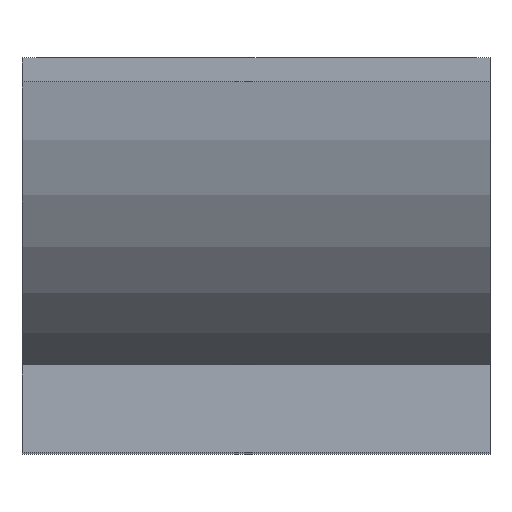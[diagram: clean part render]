
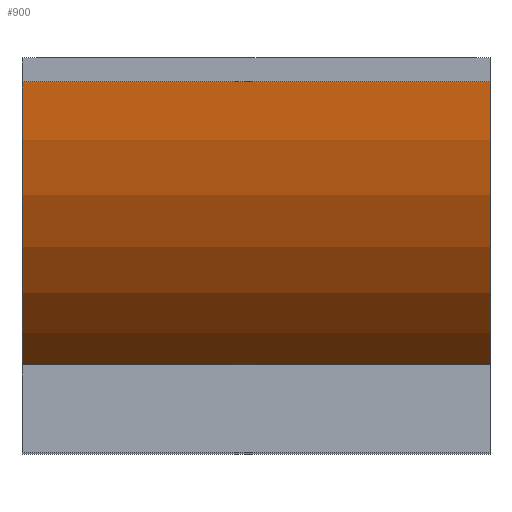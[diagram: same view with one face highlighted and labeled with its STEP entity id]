
A CAD part, top view. The second image highlights one B-rep face of the part: STEP entity #900.
In plain terms, the highlighted cylindrical face has radius 6 mm (diameter 12 mm), a partial arc.
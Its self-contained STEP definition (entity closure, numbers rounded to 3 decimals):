
#51 = CARTESIAN_POINT ( 'NONE',  ( 4., 0., 0. ) ) ;
#61 = CIRCLE ( 'NONE', #161, 6. ) ;
#87 = CARTESIAN_POINT ( 'NONE',  ( 4., -0.41, 5.986 ) ) ;
#143 = CARTESIAN_POINT ( 'NONE',  ( 4., 0., 0. ) ) ;
#161 = AXIS2_PLACEMENT_3D ( 'NONE', #51, #522, #629 ) ;
#186 = DIRECTION ( 'NONE',  ( -1., 0., 0. ) ) ;
#192 = EDGE_CURVE ( 'NONE', #299, #792, #1282, .T. ) ;
#299 = VERTEX_POINT ( 'NONE', #320 ) ;
#311 = CARTESIAN_POINT ( 'NONE',  ( -4., -5.25, 2.905 ) ) ;
#313 = CIRCLE ( 'NONE', #598, 6. ) ;
#320 = CARTESIAN_POINT ( 'NONE',  ( 4., -5.25, 2.905 ) ) ;
#352 = ORIENTED_EDGE ( 'NONE', *, *, #473, .T. ) ;
#371 = VECTOR ( 'NONE', #408, 1000. ) ;
#373 = CARTESIAN_POINT ( 'NONE',  ( 4., -5.25, 2.905 ) ) ;
#398 = CARTESIAN_POINT ( 'NONE',  ( -4., 0., 0. ) ) ;
#405 = ORIENTED_EDGE ( 'NONE', *, *, #1207, .T. ) ;
#408 = DIRECTION ( 'NONE',  ( -1., 0., 0. ) ) ;
#473 = EDGE_CURVE ( 'NONE', #952, #792, #313, .T. ) ;
#495 = ORIENTED_EDGE ( 'NONE', *, *, #192, .F. ) ;
#522 = DIRECTION ( 'NONE',  ( 1., 0., 0. ) ) ;
#598 = AXIS2_PLACEMENT_3D ( 'NONE', #398, #1039, #1141 ) ;
#629 = DIRECTION ( 'NONE',  ( 0., 0., -1. ) ) ;
#682 = AXIS2_PLACEMENT_3D ( 'NONE', #143, #938, #839 ) ;
#692 = ORIENTED_EDGE ( 'NONE', *, *, #716, .F. ) ;
#713 = LINE ( 'NONE', #724, #371 ) ;
#716 = EDGE_CURVE ( 'NONE', #1109, #299, #61, .T. ) ;
#723 = CYLINDRICAL_SURFACE ( 'NONE', #682, 6. ) ;
#724 = CARTESIAN_POINT ( 'NONE',  ( 4., -0.41, 5.986 ) ) ;
#779 = VECTOR ( 'NONE', #186, 1000. ) ;
#792 = VERTEX_POINT ( 'NONE', #311 ) ;
#799 = CARTESIAN_POINT ( 'NONE',  ( -4., -0.41, 5.986 ) ) ;
#808 = EDGE_LOOP ( 'NONE', ( #352, #495, #692, #405 ) ) ;
#820 = FACE_OUTER_BOUND ( 'NONE', #808, .T. ) ;
#839 = DIRECTION ( 'NONE',  ( 0., 0., 1. ) ) ;
#900 = ADVANCED_FACE ( 'NONE', ( #820 ), #723, .T. ) ;
#938 = DIRECTION ( 'NONE',  ( -1., 0., 0. ) ) ;
#952 = VERTEX_POINT ( 'NONE', #799 ) ;
#1039 = DIRECTION ( 'NONE',  ( 1., 0., 0. ) ) ;
#1109 = VERTEX_POINT ( 'NONE', #87 ) ;
#1141 = DIRECTION ( 'NONE',  ( 0., 0., -1. ) ) ;
#1207 = EDGE_CURVE ( 'NONE', #1109, #952, #713, .T. ) ;
#1282 = LINE ( 'NONE', #373, #779 ) ;
